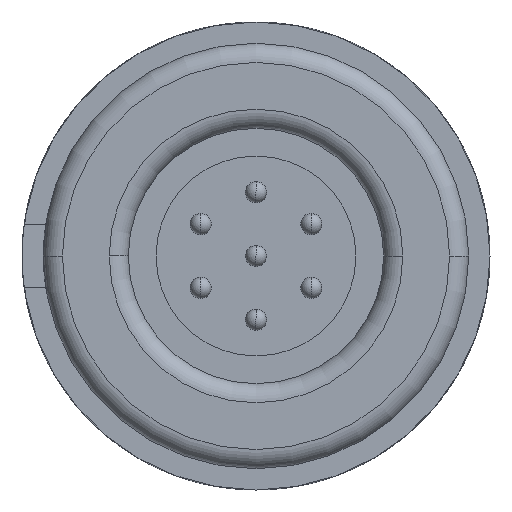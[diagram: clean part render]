
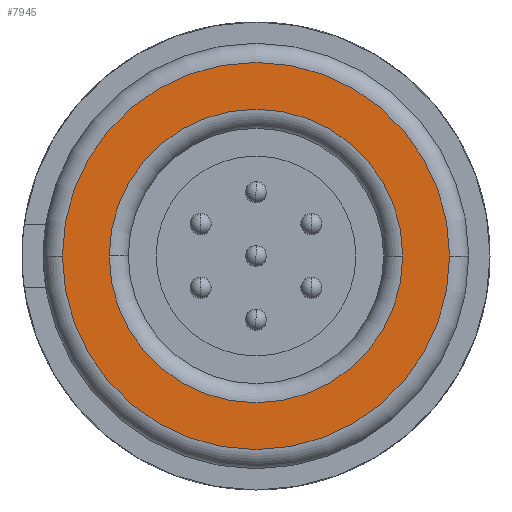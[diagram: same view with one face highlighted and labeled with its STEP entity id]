
A CAD part, left-side view. The second image highlights one B-rep face of the part: STEP entity #7945.
In plain terms, the highlighted planar face has unit normal (-1, 0, 0).
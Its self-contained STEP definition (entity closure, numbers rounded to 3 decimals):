
#3582=CARTESIAN_POINT('',(-11.4,0.,0.));
#3583=DIRECTION('',(-1.,0.,0.));
#3584=DIRECTION('',(0.,-1.,0.));
#3585=AXIS2_PLACEMENT_3D('',#3582,#3583,#3584);
#3587=CARTESIAN_POINT('',(-11.4,0.,0.));
#3588=DIRECTION('',(-1.,0.,0.));
#3589=DIRECTION('',(0.,1.,0.));
#3590=AXIS2_PLACEMENT_3D('',#3587,#3588,#3589);
#3592=CARTESIAN_POINT('',(-11.4,0.,0.));
#3593=DIRECTION('',(-1.,0.,0.));
#3594=DIRECTION('',(0.,-1.,0.));
#3595=AXIS2_PLACEMENT_3D('',#3592,#3593,#3594);
#3597=CARTESIAN_POINT('',(-11.4,0.,0.));
#3598=DIRECTION('',(-1.,0.,0.));
#3599=DIRECTION('',(0.,1.,0.));
#3600=AXIS2_PLACEMENT_3D('',#3597,#3598,#3599);
#4736=CARTESIAN_POINT('',(-11.4,-4.55,0.));
#4737=CARTESIAN_POINT('',(-11.4,4.55,0.));
#4738=VERTEX_POINT('',#4736);
#4739=VERTEX_POINT('',#4737);
#4771=CARTESIAN_POINT('',(-11.4,3.45,0.));
#4773=VERTEX_POINT('',#4771);
#4775=CARTESIAN_POINT('',(-11.4,-3.45,0.));
#4777=VERTEX_POINT('',#4775);
#7930=CARTESIAN_POINT('',(-11.4,0.,0.));
#7931=DIRECTION('',(1.,0.,0.));
#7932=DIRECTION('',(0.,-1.,0.));
#7933=AXIS2_PLACEMENT_3D('',#7930,#7931,#7932);
#7934=PLANE('',#7933);
#7936=ORIENTED_EDGE('',*,*,#7935,.F.);
#7938=ORIENTED_EDGE('',*,*,#7937,.F.);
#7939=EDGE_LOOP('',(#7936,#7938));
#7940=FACE_OUTER_BOUND('',#7939,.F.);
#7941=ORIENTED_EDGE('',*,*,#7909,.T.);
#7942=ORIENTED_EDGE('',*,*,#7925,.T.);
#7943=EDGE_LOOP('',(#7941,#7942));
#7944=FACE_BOUND('',#7943,.F.);
#7945=ADVANCED_FACE('',(#7940,#7944),#7934,.F.);
#3586=CIRCLE('',#3585,4.55);
#3591=CIRCLE('',#3590,4.55);
#3596=CIRCLE('',#3595,3.45);
#3601=CIRCLE('',#3600,3.45);
#7909=EDGE_CURVE('',#4777,#4773,#3596,.T.);
#7925=EDGE_CURVE('',#4773,#4777,#3601,.T.);
#7935=EDGE_CURVE('',#4738,#4739,#3586,.T.);
#7937=EDGE_CURVE('',#4739,#4738,#3591,.T.);
